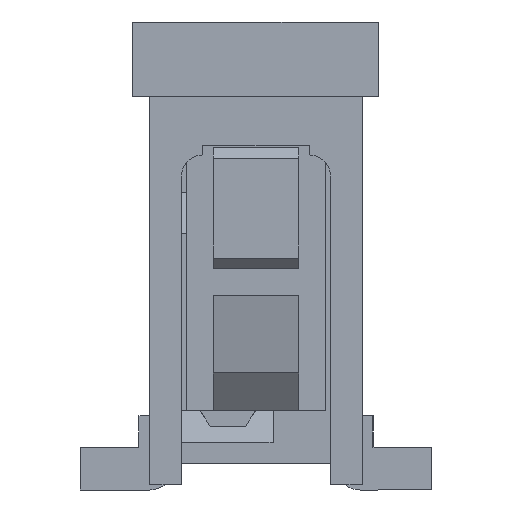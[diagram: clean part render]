
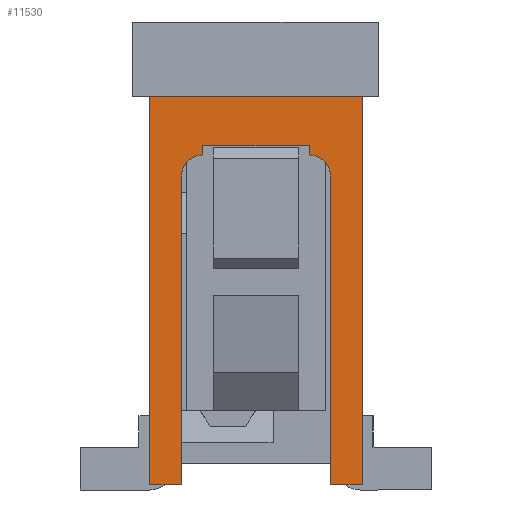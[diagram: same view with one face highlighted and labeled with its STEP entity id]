
A CAD part, left-side view. The second image highlights one B-rep face of the part: STEP entity #11530.
In plain terms, the highlighted planar face has unit normal (-1, 0, 0).
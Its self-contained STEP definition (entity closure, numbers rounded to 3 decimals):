
#69=CIRCLE('',#11741,0.2);
#70=CIRCLE('',#11743,0.2);
#754=FACE_OUTER_BOUND('',#1297,.T.);
#1297=EDGE_LOOP('',(#10192,#10193,#10194,#10195,#10196,#10197,#10198,#10199,
#10200,#10201,#10202,#10203));
#1431=LINE('',#15441,#2938);
#1514=LINE('',#15611,#3021);
#1665=LINE('',#15918,#3172);
#1703=LINE('',#16025,#3210);
#1710=LINE('',#16042,#3217);
#1712=LINE('',#16046,#3219);
#1713=LINE('',#16048,#3220);
#2396=LINE('',#17543,#3903);
#2397=LINE('',#17545,#3904);
#2735=LINE('',#18267,#4242);
#2938=VECTOR('',#12494,10.);
#3021=VECTOR('',#12631,10.);
#3172=VECTOR('',#12862,10.);
#3210=VECTOR('',#12938,10.);
#3217=VECTOR('',#12955,10.);
#3219=VECTOR('',#12959,10.);
#3220=VECTOR('',#12962,10.);
#3903=VECTOR('',#14245,10.);
#3904=VECTOR('',#14248,10.);
#4242=VECTOR('',#14986,10.);
#4453=VERTEX_POINT('',#15434);
#4456=VERTEX_POINT('',#15439);
#4515=VERTEX_POINT('',#15608);
#4516=VERTEX_POINT('',#15610);
#4618=VERTEX_POINT('',#15888);
#4632=VERTEX_POINT('',#15916);
#4683=VERTEX_POINT('',#16028);
#4684=VERTEX_POINT('',#16030);
#4685=VERTEX_POINT('',#16034);
#4686=VERTEX_POINT('',#16036);
#4687=VERTEX_POINT('',#16040);
#4688=VERTEX_POINT('',#16044);
#5569=EDGE_CURVE('',#4456,#4453,#1431,.T.);
#5652=EDGE_CURVE('',#4515,#4516,#1514,.T.);
#5805=EDGE_CURVE('',#4618,#4632,#1665,.T.);
#5859=EDGE_CURVE('',#4516,#4632,#1703,.T.);
#5862=EDGE_CURVE('',#4683,#4684,#69,.F.);
#5865=EDGE_CURVE('',#4685,#4686,#70,.F.);
#5868=EDGE_CURVE('',#4687,#4685,#1710,.F.);
#5870=EDGE_CURVE('',#4688,#4687,#1712,.F.);
#5871=EDGE_CURVE('',#4684,#4688,#1713,.F.);
#6638=EDGE_CURVE('',#4618,#4456,#2396,.T.);
#6639=EDGE_CURVE('',#4683,#4453,#2397,.F.);
#7007=EDGE_CURVE('',#4515,#4686,#2735,.F.);
#10192=ORIENTED_EDGE('',*,*,#7007,.T.);
#10193=ORIENTED_EDGE('',*,*,#5865,.F.);
#10194=ORIENTED_EDGE('',*,*,#5868,.F.);
#10195=ORIENTED_EDGE('',*,*,#5870,.F.);
#10196=ORIENTED_EDGE('',*,*,#5871,.F.);
#10197=ORIENTED_EDGE('',*,*,#5862,.F.);
#10198=ORIENTED_EDGE('',*,*,#6639,.T.);
#10199=ORIENTED_EDGE('',*,*,#5569,.F.);
#10200=ORIENTED_EDGE('',*,*,#6638,.F.);
#10201=ORIENTED_EDGE('',*,*,#5805,.T.);
#10202=ORIENTED_EDGE('',*,*,#5859,.F.);
#10203=ORIENTED_EDGE('',*,*,#5652,.F.);
#10875=PLANE('',#12247);
#11530=ADVANCED_FACE('',(#754),#10875,.F.);
#11741=AXIS2_PLACEMENT_3D('',#16031,#12943,#12944);
#11743=AXIS2_PLACEMENT_3D('',#16037,#12949,#12950);
#12247=AXIS2_PLACEMENT_3D('',#18266,#14984,#14985);
#12494=DIRECTION('',(0.,1.,0.));
#12631=DIRECTION('',(0.,1.,0.));
#12862=DIRECTION('',(0.,1.,0.));
#12938=DIRECTION('',(0.,0.,1.));
#12943=DIRECTION('center_axis',(1.,0.,0.));
#12944=DIRECTION('ref_axis',(0.,-1.,0.));
#12949=DIRECTION('center_axis',(1.,0.,0.));
#12950=DIRECTION('ref_axis',(0.,-1.,0.));
#12955=DIRECTION('',(0.,0.,1.));
#12959=DIRECTION('',(0.,-1.,0.));
#12962=DIRECTION('',(0.,0.,-1.));
#14245=DIRECTION('',(0.,0.,-1.));
#14248=DIRECTION('',(0.,0.,1.));
#14984=DIRECTION('center_axis',(1.,0.,0.));
#14985=DIRECTION('ref_axis',(0.,1.,0.));
#14986=DIRECTION('',(0.,0.,-1.));
#15434=CARTESIAN_POINT('',(-5.75,-0.45,0.));
#15439=CARTESIAN_POINT('',(-5.75,-0.75,0.));
#15441=CARTESIAN_POINT('',(-5.75,-0.325,0.));
#15608=CARTESIAN_POINT('',(-5.75,0.95,0.));
#15610=CARTESIAN_POINT('',(-5.75,1.25,0.));
#15611=CARTESIAN_POINT('',(-5.75,0.6,0.));
#15888=CARTESIAN_POINT('',(-5.75,-0.75,3.65));
#15916=CARTESIAN_POINT('',(-5.75,1.25,3.65));
#15918=CARTESIAN_POINT('',(-5.75,0.3,3.65));
#16025=CARTESIAN_POINT('',(-5.75,1.25,0.475));
#16028=CARTESIAN_POINT('',(-5.75,-0.45,2.9));
#16030=CARTESIAN_POINT('',(-5.75,-0.25,3.1));
#16031=CARTESIAN_POINT('Origin',(-5.75,-0.25,2.9));
#16034=CARTESIAN_POINT('',(-5.75,0.75,3.1));
#16036=CARTESIAN_POINT('',(-5.75,0.95,2.9));
#16037=CARTESIAN_POINT('Origin',(-5.75,0.75,2.9));
#16040=CARTESIAN_POINT('',(-5.75,0.75,3.188));
#16042=CARTESIAN_POINT('',(-5.75,0.75,1.819));
#16044=CARTESIAN_POINT('',(-5.75,-0.25,3.188));
#16046=CARTESIAN_POINT('',(-5.75,0.,3.188));
#16048=CARTESIAN_POINT('',(-5.75,-0.25,1.775));
#17543=CARTESIAN_POINT('',(-5.75,-0.75,2.4));
#17545=CARTESIAN_POINT('',(-5.75,-0.45,0.475));
#18266=CARTESIAN_POINT('Origin',(-5.75,0.25,0.45));
#18267=CARTESIAN_POINT('',(-5.75,0.95,0.575));
